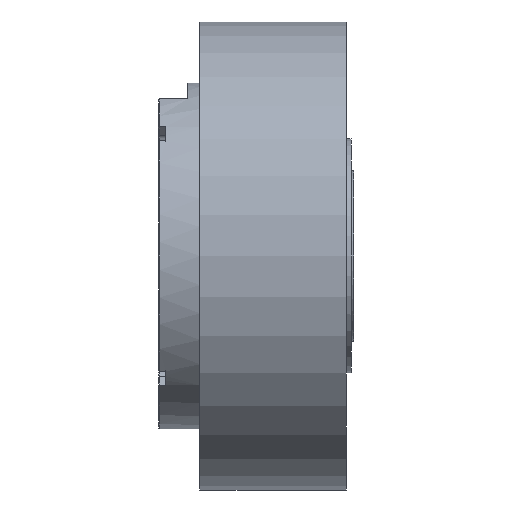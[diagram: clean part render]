
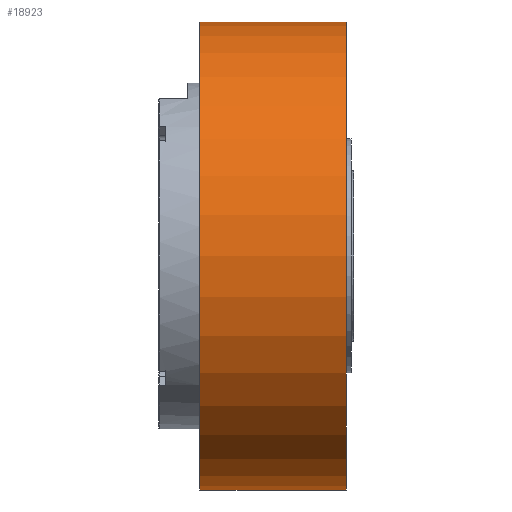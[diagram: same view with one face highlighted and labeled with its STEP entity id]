
A CAD part, left-side view. The second image highlights one B-rep face of the part: STEP entity #18923.
In plain terms, the highlighted cylindrical face has radius 48 mm (diameter 96 mm), a partial arc.
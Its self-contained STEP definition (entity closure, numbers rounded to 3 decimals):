
#202=CARTESIAN_POINT('',(0.,-1.,0.));
#203=DIRECTION('',(0.,1.,0.));
#204=DIRECTION('',(0.,0.,-1.));
#205=AXIS2_PLACEMENT_3D('',#202,#203,#204);
#302=DIRECTION('',(0.,1.,0.));
#303=VECTOR('',#302,30.);
#304=CARTESIAN_POINT('',(0.,-1.,-48.));
#305=LINE('',#304,#303);
#306=DIRECTION('',(0.,-1.,0.));
#307=VECTOR('',#306,30.);
#308=CARTESIAN_POINT('',(0.,29.,48.));
#309=LINE('',#308,#307);
#310=CARTESIAN_POINT('',(0.,29.,0.));
#311=DIRECTION('',(0.,-1.,0.));
#312=DIRECTION('',(0.,0.,1.));
#313=AXIS2_PLACEMENT_3D('',#310,#311,#312);
#14702=CARTESIAN_POINT('',(0.,-1.,-48.));
#14703=CARTESIAN_POINT('',(0.,-1.,48.));
#14704=VERTEX_POINT('',#14702);
#14705=VERTEX_POINT('',#14703);
#14790=CARTESIAN_POINT('',(0.,29.,-48.));
#14791=VERTEX_POINT('',#14790);
#14792=CARTESIAN_POINT('',(0.,29.,48.));
#14793=VERTEX_POINT('',#14792);
#18909=CARTESIAN_POINT('',(0.,0.,0.));
#18910=DIRECTION('',(0.,-1.,0.));
#18911=DIRECTION('',(0.,0.,1.));
#18912=AXIS2_PLACEMENT_3D('',#18909,#18910,#18911);
#18913=CYLINDRICAL_SURFACE('',#18912,48.);
#18915=ORIENTED_EDGE('',*,*,#18914,.T.);
#18917=ORIENTED_EDGE('',*,*,#18916,.F.);
#18919=ORIENTED_EDGE('',*,*,#18918,.T.);
#18920=ORIENTED_EDGE('',*,*,#18497,.F.);
#18921=EDGE_LOOP('',(#18915,#18917,#18919,#18920));
#18922=FACE_OUTER_BOUND('',#18921,.F.);
#18923=ADVANCED_FACE('',(#18922),#18913,.T.);
#206=CIRCLE('',#205,48.);
#314=CIRCLE('',#313,48.);
#18497=EDGE_CURVE('',#14704,#14705,#206,.T.);
#18914=EDGE_CURVE('',#14704,#14791,#305,.T.);
#18916=EDGE_CURVE('',#14793,#14791,#314,.T.);
#18918=EDGE_CURVE('',#14793,#14705,#309,.T.);
